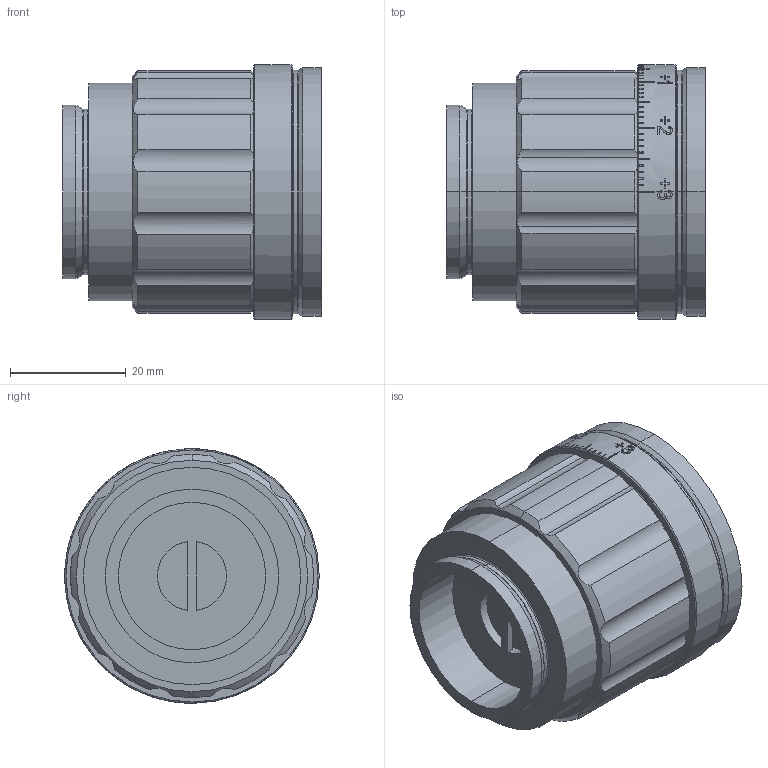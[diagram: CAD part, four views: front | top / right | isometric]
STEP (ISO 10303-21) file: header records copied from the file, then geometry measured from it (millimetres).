
FILE_DESCRIPTION (( 'STEP AP203' ), '1' );
FILE_NAME ('S6EXK0010_292_02.STEP', '2016-02-29T07:19:00', ( 'poweredge' ), ( 'Hewlett-Packard Company' ), 'SwSTEP 2.0', 'SolidWorks 2015', '' );
FILE_SCHEMA (( 'CONFIG_CONTROL_DESIGN' ));
Length unit declared in the file: millimetre
Products named in the file (1): S6EXK0010_292_02
Bounding box: 44.7 x 44 x 44 mm (x, y, z)
Volume: 52635.6 mm3; surface area: 9775.2 mm2
Topology: 1 solids, 1 shells, 513 faces, 1428 edges, 942 vertices
Faces by surface type: plane 338, cylinder 70, bspline 68, cone 29, torus 8
Entity records: 26982 total; most frequent: CARTESIAN_POINT 14362, ORIENTED_EDGE 2856, DIRECTION 2280, EDGE_CURVE 1428, VERTEX_POINT 942, AXIS2_PLACEMENT_3D 781, VECTOR 718, LINE 718
